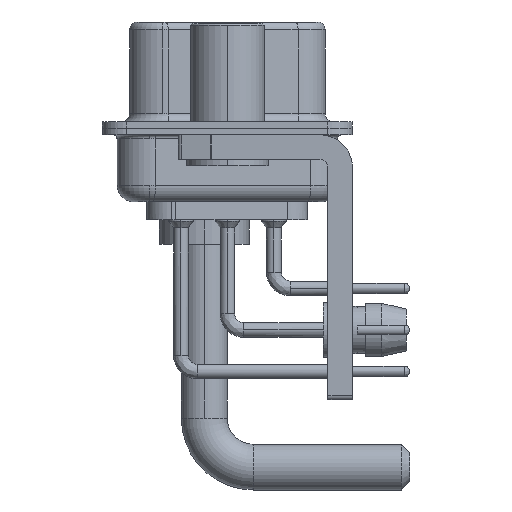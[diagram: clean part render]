
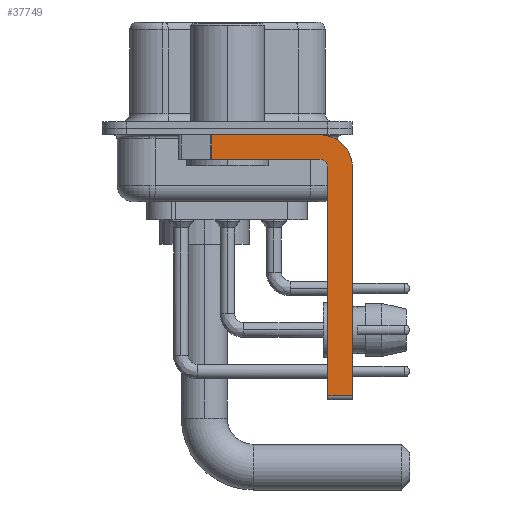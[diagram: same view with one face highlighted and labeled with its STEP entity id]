
A CAD part, left-side view. The second image highlights one B-rep face of the part: STEP entity #37749.
In plain terms, the highlighted planar face has unit normal (-1, 0, 0).
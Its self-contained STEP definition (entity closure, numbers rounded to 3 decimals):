
#273 = LINE ( 'NONE', #16015, #27220 ) ;
#450 = LINE ( 'NONE', #6970, #7832 ) ;
#868 = DIRECTION ( 'NONE',  ( 0., 0., 1. ) ) ;
#1278 = DIRECTION ( 'NONE',  ( 0., 0., -1. ) ) ;
#1903 = CARTESIAN_POINT ( 'NONE',  ( -2.9, 3., -0.4 ) ) ;
#1924 = CARTESIAN_POINT ( 'NONE',  ( -2.9, -5.65, -2.4 ) ) ;
#2528 = LINE ( 'NONE', #1903, #6866 ) ;
#3109 = DIRECTION ( 'NONE',  ( 1., 0., 0. ) ) ;
#4283 = ORIENTED_EDGE ( 'NONE', *, *, #34610, .F. ) ;
#4552 = ORIENTED_EDGE ( 'NONE', *, *, #40903, .F. ) ;
#4641 = VERTEX_POINT ( 'NONE', #18860 ) ;
#4691 = ORIENTED_EDGE ( 'NONE', *, *, #40726, .F. ) ;
#5511 = VECTOR ( 'NONE', #24335, 1000. ) ;
#6866 = VECTOR ( 'NONE', #15338, 1000. ) ;
#6970 = CARTESIAN_POINT ( 'NONE',  ( -2.9, -7.65, -2.4 ) ) ;
#7570 = CARTESIAN_POINT ( 'NONE',  ( -2.9, -5.65, -1.9 ) ) ;
#7832 = VECTOR ( 'NONE', #1278, 1000. ) ;
#7992 = CARTESIAN_POINT ( 'NONE',  ( -2.9, -5.65, -2.4 ) ) ;
#8437 = DIRECTION ( 'NONE',  ( 0., 0., -1. ) ) ;
#9897 = LINE ( 'NONE', #10724, #25290 ) ;
#10567 = DIRECTION ( 'NONE',  ( 1., 0., 0. ) ) ;
#10724 = CARTESIAN_POINT ( 'NONE',  ( -2.9, -6.15, -16.6 ) ) ;
#10773 = VERTEX_POINT ( 'NONE', #14414 ) ;
#10882 = CARTESIAN_POINT ( 'NONE',  ( -2.9, -7.65, -16.35 ) ) ;
#11238 = CARTESIAN_POINT ( 'NONE',  ( -2.9, 0.978, -1.9 ) ) ;
#11879 = AXIS2_PLACEMENT_3D ( 'NONE', #7992, #30884, #36569 ) ;
#12584 = VERTEX_POINT ( 'NONE', #29369 ) ;
#12875 = DIRECTION ( 'NONE',  ( 0., -1., 0. ) ) ;
#12919 = EDGE_CURVE ( 'NONE', #10773, #14696, #273, .T. ) ;
#13025 = CARTESIAN_POINT ( 'NONE',  ( -2.9, 0.978, -1.9 ) ) ;
#14399 = VERTEX_POINT ( 'NONE', #7570 ) ;
#14414 = CARTESIAN_POINT ( 'NONE',  ( -2.9, -6.15, -16.35 ) ) ;
#14696 = VERTEX_POINT ( 'NONE', #10882 ) ;
#14732 = VECTOR ( 'NONE', #33723, 1000. ) ;
#15272 = VERTEX_POINT ( 'NONE', #33106 ) ;
#15338 = DIRECTION ( 'NONE',  ( 0., -1., 0. ) ) ;
#16015 = CARTESIAN_POINT ( 'NONE',  ( -2.9, -5.65, -16.35 ) ) ;
#18225 = LINE ( 'NONE', #40102, #5511 ) ;
#18860 = CARTESIAN_POINT ( 'NONE',  ( -2.9, -5.65, -0.4 ) ) ;
#20054 = ORIENTED_EDGE ( 'NONE', *, *, #33319, .F. ) ;
#20847 = VERTEX_POINT ( 'NONE', #13025 ) ;
#21515 = LINE ( 'NONE', #11238, #14732 ) ;
#22642 = FACE_OUTER_BOUND ( 'NONE', #31824, .T. ) ;
#24335 = DIRECTION ( 'NONE',  ( 0., 1., 0. ) ) ;
#25290 = VECTOR ( 'NONE', #868, 1000. ) ;
#25589 = DIRECTION ( 'NONE',  ( 0., 0., -1. ) ) ;
#25613 = AXIS2_PLACEMENT_3D ( 'NONE', #1924, #10567, #8437 ) ;
#25892 = VERTEX_POINT ( 'NONE', #36707 ) ;
#27220 = VECTOR ( 'NONE', #12875, 1000. ) ;
#27747 = EDGE_CURVE ( 'NONE', #12584, #20847, #21515, .T. ) ;
#29071 = ORIENTED_EDGE ( 'NONE', *, *, #12919, .T. ) ;
#29218 = EDGE_CURVE ( 'NONE', #4641, #15272, #31638, .T. ) ;
#29369 = CARTESIAN_POINT ( 'NONE',  ( -2.9, 0.978, -0.4 ) ) ;
#30884 = DIRECTION ( 'NONE',  ( -1., 0., 0. ) ) ;
#31638 = CIRCLE ( 'NONE', #25613, 2. ) ;
#31824 = EDGE_LOOP ( 'NONE', ( #4691, #39428, #4552, #34077, #20054, #29071, #4283, #32836 ) ) ;
#32836 = ORIENTED_EDGE ( 'NONE', *, *, #29218, .F. ) ;
#33106 = CARTESIAN_POINT ( 'NONE',  ( -2.9, -7.65, -2.4 ) ) ;
#33319 = EDGE_CURVE ( 'NONE', #10773, #25892, #9897, .T. ) ;
#33723 = DIRECTION ( 'NONE',  ( 0., 0., -1. ) ) ;
#34077 = ORIENTED_EDGE ( 'NONE', *, *, #34708, .F. ) ;
#34610 = EDGE_CURVE ( 'NONE', #15272, #14696, #450, .T. ) ;
#34708 = EDGE_CURVE ( 'NONE', #25892, #14399, #37391, .T. ) ;
#35453 = CARTESIAN_POINT ( 'NONE',  ( -2.9, -5.65, -2.4 ) ) ;
#36569 = DIRECTION ( 'NONE',  ( 0., 0., 1. ) ) ;
#36707 = CARTESIAN_POINT ( 'NONE',  ( -2.9, -6.15, -2.4 ) ) ;
#37391 = CIRCLE ( 'NONE', #11879, 0.5 ) ;
#37749 = ADVANCED_FACE ( 'NONE', ( #22642 ), #39028, .F. ) ;
#38268 = AXIS2_PLACEMENT_3D ( 'NONE', #35453, #3109, #25589 ) ;
#39028 = PLANE ( 'NONE',  #38268 ) ;
#39428 = ORIENTED_EDGE ( 'NONE', *, *, #27747, .T. ) ;
#40102 = CARTESIAN_POINT ( 'NONE',  ( -2.9, -5.65, -1.9 ) ) ;
#40726 = EDGE_CURVE ( 'NONE', #12584, #4641, #2528, .T. ) ;
#40903 = EDGE_CURVE ( 'NONE', #14399, #20847, #18225, .T. ) ;
